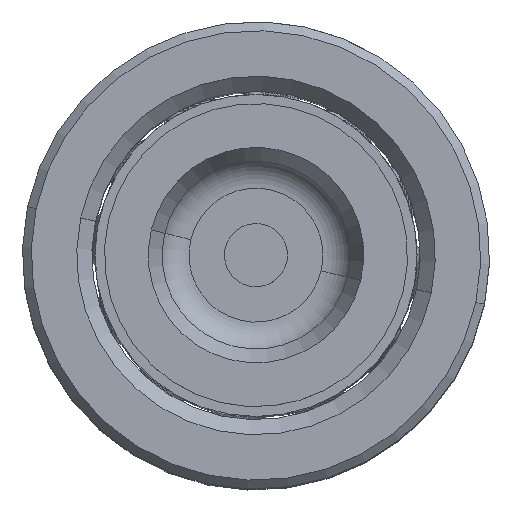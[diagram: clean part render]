
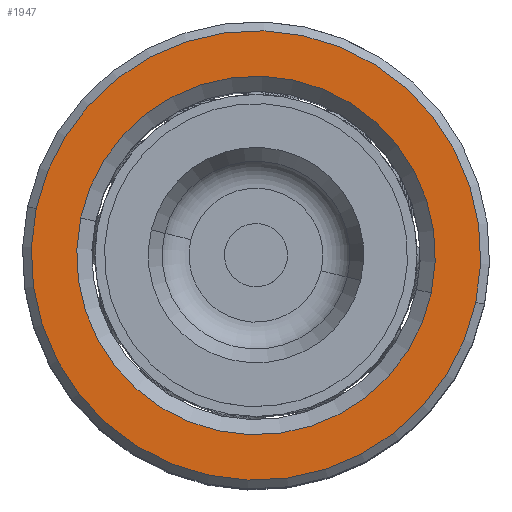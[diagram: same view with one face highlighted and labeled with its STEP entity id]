
A CAD part, top view. The second image highlights one B-rep face of the part: STEP entity #1947.
In plain terms, the highlighted planar face has unit normal (0, 0, 1).
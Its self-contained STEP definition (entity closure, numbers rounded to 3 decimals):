
#12 = VERTEX_POINT ( 'NONE', #11623 ) ;
#284 = CIRCLE ( 'NONE', #17704, 14.2 ) ;
#613 = DIRECTION ( 'NONE',  ( 0., 0., 1. ) ) ;
#709 = PLANE ( 'NONE',  #15384 ) ;
#876 = DIRECTION ( 'NONE',  ( 0., 0., 1. ) ) ;
#991 = ORIENTED_EDGE ( 'NONE', *, *, #16781, .T. ) ;
#1038 = CIRCLE ( 'NONE', #4518, 17.8 ) ;
#1641 = ORIENTED_EDGE ( 'NONE', *, *, #21018, .T. ) ;
#1850 = ORIENTED_EDGE ( 'NONE', *, *, #3209, .T. ) ;
#1947 = ADVANCED_FACE ( 'NONE', ( #3914, #9638 ), #709, .T. ) ;
#2648 = VERTEX_POINT ( 'NONE', #15770 ) ;
#3126 = DIRECTION ( 'NONE',  ( 1., 0., 0. ) ) ;
#3209 = EDGE_CURVE ( 'NONE', #6135, #14233, #24004, .T. ) ;
#3457 = DIRECTION ( 'NONE',  ( 0., 0., 1. ) ) ;
#3914 = FACE_OUTER_BOUND ( 'NONE', #15226, .T. ) ;
#4518 = AXIS2_PLACEMENT_3D ( 'NONE', #21859, #3457, #26148 ) ;
#4688 = DIRECTION ( 'NONE',  ( 0., 0., -1. ) ) ;
#5506 = CARTESIAN_POINT ( 'NONE',  ( 0., 0., 50. ) ) ;
#5644 = AXIS2_PLACEMENT_3D ( 'NONE', #23399, #876, #3126 ) ;
#6135 = VERTEX_POINT ( 'NONE', #23252 ) ;
#7539 = DIRECTION ( 'NONE',  ( 0., 0., -1. ) ) ;
#9004 = CIRCLE ( 'NONE', #22660, 14.2 ) ;
#9638 = FACE_BOUND ( 'NONE', #13008, .T. ) ;
#11623 = CARTESIAN_POINT ( 'NONE',  ( -14.2, 0., 50. ) ) ;
#11663 = DIRECTION ( 'NONE',  ( 1., 0., 0. ) ) ;
#13008 = EDGE_LOOP ( 'NONE', ( #17493, #1641 ) ) ;
#13085 = CARTESIAN_POINT ( 'NONE',  ( -17.8, 0., 50. ) ) ;
#13214 = DIRECTION ( 'NONE',  ( 1., 0., 0. ) ) ;
#14233 = VERTEX_POINT ( 'NONE', #13085 ) ;
#14827 = CARTESIAN_POINT ( 'NONE',  ( 0., 0., 50. ) ) ;
#14974 = CARTESIAN_POINT ( 'NONE',  ( 0., 0., 50. ) ) ;
#15226 = EDGE_LOOP ( 'NONE', ( #991, #1850 ) ) ;
#15384 = AXIS2_PLACEMENT_3D ( 'NONE', #14974, #613, #13214 ) ;
#15770 = CARTESIAN_POINT ( 'NONE',  ( 14.2, 0., 50. ) ) ;
#16781 = EDGE_CURVE ( 'NONE', #14233, #6135, #1038, .T. ) ;
#17493 = ORIENTED_EDGE ( 'NONE', *, *, #18419, .T. ) ;
#17704 = AXIS2_PLACEMENT_3D ( 'NONE', #14827, #4688, #18966 ) ;
#18419 = EDGE_CURVE ( 'NONE', #2648, #12, #9004, .T. ) ;
#18966 = DIRECTION ( 'NONE',  ( 1., 0., 0. ) ) ;
#21018 = EDGE_CURVE ( 'NONE', #12, #2648, #284, .T. ) ;
#21859 = CARTESIAN_POINT ( 'NONE',  ( 0., 0., 50. ) ) ;
#22660 = AXIS2_PLACEMENT_3D ( 'NONE', #5506, #7539, #11663 ) ;
#23252 = CARTESIAN_POINT ( 'NONE',  ( 17.8, 0., 50. ) ) ;
#23399 = CARTESIAN_POINT ( 'NONE',  ( 0., 0., 50. ) ) ;
#24004 = CIRCLE ( 'NONE', #5644, 17.8 ) ;
#26148 = DIRECTION ( 'NONE',  ( 1., 0., 0. ) ) ;
